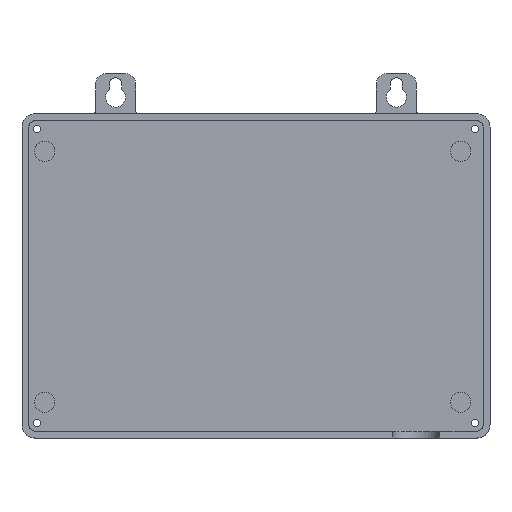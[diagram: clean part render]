
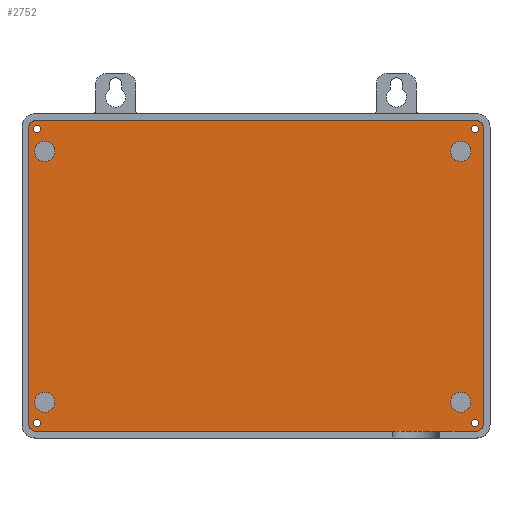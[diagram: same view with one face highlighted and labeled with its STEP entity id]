
A CAD part, top view. The second image highlights one B-rep face of the part: STEP entity #2752.
In plain terms, the highlighted planar face has unit normal (0, 0, 1).
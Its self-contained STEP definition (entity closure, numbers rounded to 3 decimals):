
#92=CARTESIAN_POINT('Axis2P3D Location',(0.,0.,2.)) ;
#1651=CARTESIAN_POINT('Vertex',(66.6,59.5,2.)) ;
#1654=CARTESIAN_POINT('Axis2P3D Location',(65.5,59.5,2.)) ;
#1658=CARTESIAN_POINT('Vertex',(64.4,59.5,2.)) ;
#1678=CARTESIAN_POINT('Axis2P3D Location',(65.5,59.5,2.)) ;
#1699=CARTESIAN_POINT('Vertex',(-64.4,-28.5,2.)) ;
#1702=CARTESIAN_POINT('Axis2P3D Location',(-65.5,-28.5,2.)) ;
#1706=CARTESIAN_POINT('Vertex',(-66.6,-28.5,2.)) ;
#1726=CARTESIAN_POINT('Axis2P3D Location',(-65.5,-28.5,2.)) ;
#1747=CARTESIAN_POINT('Vertex',(64.4,-28.5,2.)) ;
#1750=CARTESIAN_POINT('Axis2P3D Location',(65.5,-28.5,2.)) ;
#1754=CARTESIAN_POINT('Vertex',(66.6,-28.5,2.)) ;
#1774=CARTESIAN_POINT('Axis2P3D Location',(65.5,-28.5,2.)) ;
#1795=CARTESIAN_POINT('Vertex',(-66.6,59.5,2.)) ;
#1798=CARTESIAN_POINT('Axis2P3D Location',(-65.5,59.5,2.)) ;
#1802=CARTESIAN_POINT('Vertex',(-64.4,59.5,2.)) ;
#1822=CARTESIAN_POINT('Axis2P3D Location',(-65.5,59.5,2.)) ;
#2598=CARTESIAN_POINT('Line Origine',(68.,15.5,2.)) ;
#2602=CARTESIAN_POINT('Vertex',(68.,-29.,2.)) ;
#2604=CARTESIAN_POINT('Vertex',(68.,60.,2.)) ;
#2607=CARTESIAN_POINT('Axis2P3D Location',(66.,60.,2.)) ;
#2611=CARTESIAN_POINT('Vertex',(66.,62.,2.)) ;
#2614=CARTESIAN_POINT('Line Origine',(0.,62.,2.)) ;
#2618=CARTESIAN_POINT('Vertex',(-66.,62.,2.)) ;
#2621=CARTESIAN_POINT('Axis2P3D Location',(-66.,60.,2.)) ;
#2625=CARTESIAN_POINT('Vertex',(-68.,60.,2.)) ;
#2628=CARTESIAN_POINT('Line Origine',(-68.,15.5,2.)) ;
#2632=CARTESIAN_POINT('Vertex',(-68.,-29.,2.)) ;
#2635=CARTESIAN_POINT('Axis2P3D Location',(-66.,-29.,2.)) ;
#2639=CARTESIAN_POINT('Vertex',(-66.,-31.,2.)) ;
#2642=CARTESIAN_POINT('Line Origine',(0.,-31.,2.)) ;
#2646=CARTESIAN_POINT('Vertex',(66.,-31.,2.)) ;
#2649=CARTESIAN_POINT('Axis2P3D Location',(66.,-29.,2.)) ;
#2664=CARTESIAN_POINT('Axis2P3D Location',(-63.225,52.775,2.)) ;
#2668=CARTESIAN_POINT('Vertex',(-60.225,52.775,2.)) ;
#2670=CARTESIAN_POINT('Vertex',(-66.225,52.775,2.)) ;
#2673=CARTESIAN_POINT('Axis2P3D Location',(-63.225,52.775,2.)) ;
#2682=CARTESIAN_POINT('Axis2P3D Location',(61.225,52.775,2.)) ;
#2686=CARTESIAN_POINT('Vertex',(64.225,52.775,2.)) ;
#2688=CARTESIAN_POINT('Vertex',(58.225,52.775,2.)) ;
#2691=CARTESIAN_POINT('Axis2P3D Location',(61.225,52.775,2.)) ;
#2700=CARTESIAN_POINT('Axis2P3D Location',(61.225,-22.225,2.)) ;
#2704=CARTESIAN_POINT('Vertex',(64.225,-22.225,2.)) ;
#2706=CARTESIAN_POINT('Vertex',(58.225,-22.225,2.)) ;
#2709=CARTESIAN_POINT('Axis2P3D Location',(61.225,-22.225,2.)) ;
#2718=CARTESIAN_POINT('Axis2P3D Location',(-63.225,-22.225,2.)) ;
#2722=CARTESIAN_POINT('Vertex',(-60.225,-22.225,2.)) ;
#2724=CARTESIAN_POINT('Vertex',(-66.225,-22.225,2.)) ;
#2727=CARTESIAN_POINT('Axis2P3D Location',(-63.225,-22.225,2.)) ;
#93=DIRECTION('Axis2P3D Direction',(0.,0.,1.)) ;
#94=DIRECTION('Axis2P3D XDirection',(1.,0.,0.)) ;
#1655=DIRECTION('Axis2P3D Direction',(0.,0.,-1.)) ;
#1679=DIRECTION('Axis2P3D Direction',(0.,0.,-1.)) ;
#1703=DIRECTION('Axis2P3D Direction',(0.,0.,1.)) ;
#1727=DIRECTION('Axis2P3D Direction',(0.,0.,1.)) ;
#1751=DIRECTION('Axis2P3D Direction',(0.,0.,-1.)) ;
#1775=DIRECTION('Axis2P3D Direction',(0.,0.,-1.)) ;
#1799=DIRECTION('Axis2P3D Direction',(0.,0.,1.)) ;
#1823=DIRECTION('Axis2P3D Direction',(0.,0.,1.)) ;
#2599=DIRECTION('Vector Direction',(0.,1.,0.)) ;
#2608=DIRECTION('Axis2P3D Direction',(0.,0.,1.)) ;
#2615=DIRECTION('Vector Direction',(1.,0.,0.)) ;
#2622=DIRECTION('Axis2P3D Direction',(0.,0.,1.)) ;
#2629=DIRECTION('Vector Direction',(0.,-1.,0.)) ;
#2636=DIRECTION('Axis2P3D Direction',(0.,0.,1.)) ;
#2643=DIRECTION('Vector Direction',(1.,0.,0.)) ;
#2650=DIRECTION('Axis2P3D Direction',(0.,0.,1.)) ;
#2665=DIRECTION('Axis2P3D Direction',(0.,0.,1.)) ;
#2674=DIRECTION('Axis2P3D Direction',(0.,0.,1.)) ;
#2683=DIRECTION('Axis2P3D Direction',(0.,0.,1.)) ;
#2692=DIRECTION('Axis2P3D Direction',(0.,0.,1.)) ;
#2701=DIRECTION('Axis2P3D Direction',(0.,0.,1.)) ;
#2710=DIRECTION('Axis2P3D Direction',(0.,0.,1.)) ;
#2719=DIRECTION('Axis2P3D Direction',(0.,0.,1.)) ;
#2728=DIRECTION('Axis2P3D Direction',(0.,0.,1.)) ;
#95=AXIS2_PLACEMENT_3D('Plane Axis2P3D',#92,#93,#94) ;
#1656=AXIS2_PLACEMENT_3D('Circle Axis2P3D',#1654,#1655,$) ;
#1680=AXIS2_PLACEMENT_3D('Circle Axis2P3D',#1678,#1679,$) ;
#1704=AXIS2_PLACEMENT_3D('Circle Axis2P3D',#1702,#1703,$) ;
#1728=AXIS2_PLACEMENT_3D('Circle Axis2P3D',#1726,#1727,$) ;
#1752=AXIS2_PLACEMENT_3D('Circle Axis2P3D',#1750,#1751,$) ;
#1776=AXIS2_PLACEMENT_3D('Circle Axis2P3D',#1774,#1775,$) ;
#1800=AXIS2_PLACEMENT_3D('Circle Axis2P3D',#1798,#1799,$) ;
#1824=AXIS2_PLACEMENT_3D('Circle Axis2P3D',#1822,#1823,$) ;
#2609=AXIS2_PLACEMENT_3D('Circle Axis2P3D',#2607,#2608,$) ;
#2623=AXIS2_PLACEMENT_3D('Circle Axis2P3D',#2621,#2622,$) ;
#2637=AXIS2_PLACEMENT_3D('Circle Axis2P3D',#2635,#2636,$) ;
#2651=AXIS2_PLACEMENT_3D('Circle Axis2P3D',#2649,#2650,$) ;
#2666=AXIS2_PLACEMENT_3D('Circle Axis2P3D',#2664,#2665,$) ;
#2675=AXIS2_PLACEMENT_3D('Circle Axis2P3D',#2673,#2674,$) ;
#2684=AXIS2_PLACEMENT_3D('Circle Axis2P3D',#2682,#2683,$) ;
#2693=AXIS2_PLACEMENT_3D('Circle Axis2P3D',#2691,#2692,$) ;
#2702=AXIS2_PLACEMENT_3D('Circle Axis2P3D',#2700,#2701,$) ;
#2711=AXIS2_PLACEMENT_3D('Circle Axis2P3D',#2709,#2710,$) ;
#2720=AXIS2_PLACEMENT_3D('Circle Axis2P3D',#2718,#2719,$) ;
#2729=AXIS2_PLACEMENT_3D('Circle Axis2P3D',#2727,#2728,$) ;
#2655=ORIENTED_EDGE('',*,*,#2606,.T.) ;
#2656=ORIENTED_EDGE('',*,*,#2613,.T.) ;
#2657=ORIENTED_EDGE('',*,*,#2620,.F.) ;
#2658=ORIENTED_EDGE('',*,*,#2627,.T.) ;
#2659=ORIENTED_EDGE('',*,*,#2634,.T.) ;
#2660=ORIENTED_EDGE('',*,*,#2641,.T.) ;
#2661=ORIENTED_EDGE('',*,*,#2648,.T.) ;
#2662=ORIENTED_EDGE('',*,*,#2653,.T.) ;
#2679=ORIENTED_EDGE('',*,*,#2672,.F.) ;
#2680=ORIENTED_EDGE('',*,*,#2677,.F.) ;
#2697=ORIENTED_EDGE('',*,*,#2690,.F.) ;
#2698=ORIENTED_EDGE('',*,*,#2695,.F.) ;
#2715=ORIENTED_EDGE('',*,*,#2708,.F.) ;
#2716=ORIENTED_EDGE('',*,*,#2713,.F.) ;
#2733=ORIENTED_EDGE('',*,*,#2726,.F.) ;
#2734=ORIENTED_EDGE('',*,*,#2731,.F.) ;
#2737=ORIENTED_EDGE('',*,*,#1826,.F.) ;
#2738=ORIENTED_EDGE('',*,*,#1804,.F.) ;
#2741=ORIENTED_EDGE('',*,*,#1708,.F.) ;
#2742=ORIENTED_EDGE('',*,*,#1730,.F.) ;
#2745=ORIENTED_EDGE('',*,*,#1660,.T.) ;
#2746=ORIENTED_EDGE('',*,*,#1682,.T.) ;
#2749=ORIENTED_EDGE('',*,*,#1778,.T.) ;
#2750=ORIENTED_EDGE('',*,*,#1756,.T.) ;
#2681=FACE_BOUND('',#2678,.T.) ;
#2699=FACE_BOUND('',#2696,.T.) ;
#2717=FACE_BOUND('',#2714,.T.) ;
#2735=FACE_BOUND('',#2732,.T.) ;
#2739=FACE_BOUND('',#2736,.T.) ;
#2743=FACE_BOUND('',#2740,.T.) ;
#2747=FACE_BOUND('',#2744,.T.) ;
#2751=FACE_BOUND('',#2748,.T.) ;
#2600=VECTOR('Line Direction',#2599,1.) ;
#2616=VECTOR('Line Direction',#2615,1.) ;
#2630=VECTOR('Line Direction',#2629,1.) ;
#2644=VECTOR('Line Direction',#2643,1.) ;
#2752=ADVANCED_FACE('PartBody',(#2663,#2681,#2699,#2717,#2735,#2739,#2743,#2747,#2751),#96,.T.) ;
#1657=CIRCLE('generated circle',#1656,1.1) ;
#1681=CIRCLE('generated circle',#1680,1.1) ;
#1705=CIRCLE('generated circle',#1704,1.1) ;
#1729=CIRCLE('generated circle',#1728,1.1) ;
#1753=CIRCLE('generated circle',#1752,1.1) ;
#1777=CIRCLE('generated circle',#1776,1.1) ;
#1801=CIRCLE('generated circle',#1800,1.1) ;
#1825=CIRCLE('generated circle',#1824,1.1) ;
#2610=CIRCLE('generated circle',#2609,2.) ;
#2624=CIRCLE('generated circle',#2623,2.) ;
#2638=CIRCLE('generated circle',#2637,2.) ;
#2652=CIRCLE('generated circle',#2651,2.) ;
#2667=CIRCLE('generated circle',#2666,3.) ;
#2676=CIRCLE('generated circle',#2675,3.) ;
#2685=CIRCLE('generated circle',#2684,3.) ;
#2694=CIRCLE('generated circle',#2693,3.) ;
#2703=CIRCLE('generated circle',#2702,3.) ;
#2712=CIRCLE('generated circle',#2711,3.) ;
#2721=CIRCLE('generated circle',#2720,3.) ;
#2730=CIRCLE('generated circle',#2729,3.) ;
#1660=EDGE_CURVE('',#1659,#1652,#1657,.T.) ;
#1682=EDGE_CURVE('',#1652,#1659,#1681,.T.) ;
#1708=EDGE_CURVE('',#1700,#1707,#1705,.T.) ;
#1730=EDGE_CURVE('',#1707,#1700,#1729,.T.) ;
#1756=EDGE_CURVE('',#1755,#1748,#1753,.T.) ;
#1778=EDGE_CURVE('',#1748,#1755,#1777,.T.) ;
#1804=EDGE_CURVE('',#1796,#1803,#1801,.T.) ;
#1826=EDGE_CURVE('',#1803,#1796,#1825,.T.) ;
#2606=EDGE_CURVE('',#2603,#2605,#2601,.T.) ;
#2613=EDGE_CURVE('',#2605,#2612,#2610,.T.) ;
#2620=EDGE_CURVE('',#2619,#2612,#2617,.T.) ;
#2627=EDGE_CURVE('',#2619,#2626,#2624,.T.) ;
#2634=EDGE_CURVE('',#2626,#2633,#2631,.T.) ;
#2641=EDGE_CURVE('',#2633,#2640,#2638,.T.) ;
#2648=EDGE_CURVE('',#2640,#2647,#2645,.T.) ;
#2653=EDGE_CURVE('',#2647,#2603,#2652,.T.) ;
#2672=EDGE_CURVE('',#2669,#2671,#2667,.T.) ;
#2677=EDGE_CURVE('',#2671,#2669,#2676,.T.) ;
#2690=EDGE_CURVE('',#2687,#2689,#2685,.T.) ;
#2695=EDGE_CURVE('',#2689,#2687,#2694,.T.) ;
#2708=EDGE_CURVE('',#2705,#2707,#2703,.T.) ;
#2713=EDGE_CURVE('',#2707,#2705,#2712,.T.) ;
#2726=EDGE_CURVE('',#2723,#2725,#2721,.T.) ;
#2731=EDGE_CURVE('',#2725,#2723,#2730,.T.) ;
#2654=EDGE_LOOP('',(#2655,#2656,#2657,#2658,#2659,#2660,#2661,#2662)) ;
#2678=EDGE_LOOP('',(#2679,#2680)) ;
#2696=EDGE_LOOP('',(#2697,#2698)) ;
#2714=EDGE_LOOP('',(#2715,#2716)) ;
#2732=EDGE_LOOP('',(#2733,#2734)) ;
#2736=EDGE_LOOP('',(#2737,#2738)) ;
#2740=EDGE_LOOP('',(#2741,#2742)) ;
#2744=EDGE_LOOP('',(#2745,#2746)) ;
#2748=EDGE_LOOP('',(#2749,#2750)) ;
#2663=FACE_OUTER_BOUND('',#2654,.T.) ;
#2601=LINE('Line',#2598,#2600) ;
#2617=LINE('Line',#2614,#2616) ;
#2631=LINE('Line',#2628,#2630) ;
#2645=LINE('Line',#2642,#2644) ;
#96=PLANE('Plane',#95) ;
#1652=VERTEX_POINT('',#1651) ;
#1659=VERTEX_POINT('',#1658) ;
#1700=VERTEX_POINT('',#1699) ;
#1707=VERTEX_POINT('',#1706) ;
#1748=VERTEX_POINT('',#1747) ;
#1755=VERTEX_POINT('',#1754) ;
#1796=VERTEX_POINT('',#1795) ;
#1803=VERTEX_POINT('',#1802) ;
#2603=VERTEX_POINT('',#2602) ;
#2605=VERTEX_POINT('',#2604) ;
#2612=VERTEX_POINT('',#2611) ;
#2619=VERTEX_POINT('',#2618) ;
#2626=VERTEX_POINT('',#2625) ;
#2633=VERTEX_POINT('',#2632) ;
#2640=VERTEX_POINT('',#2639) ;
#2647=VERTEX_POINT('',#2646) ;
#2669=VERTEX_POINT('',#2668) ;
#2671=VERTEX_POINT('',#2670) ;
#2687=VERTEX_POINT('',#2686) ;
#2689=VERTEX_POINT('',#2688) ;
#2705=VERTEX_POINT('',#2704) ;
#2707=VERTEX_POINT('',#2706) ;
#2723=VERTEX_POINT('',#2722) ;
#2725=VERTEX_POINT('',#2724) ;
